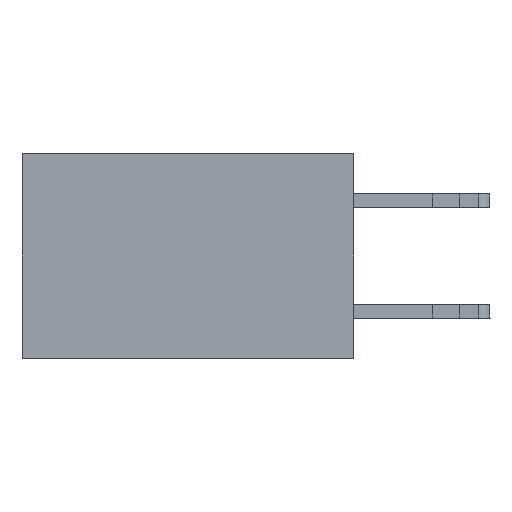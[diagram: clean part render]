
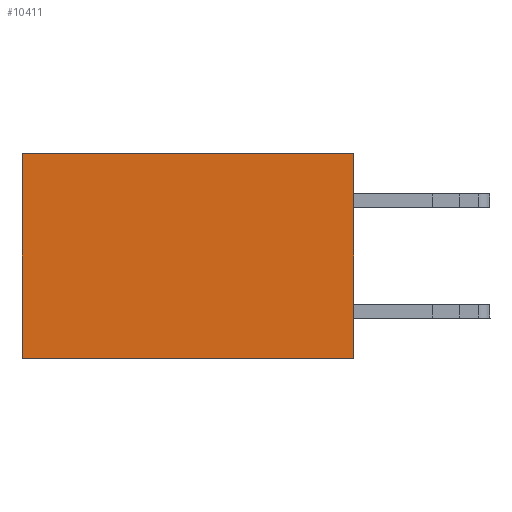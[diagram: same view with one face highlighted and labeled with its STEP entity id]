
A CAD part, left-side view. The second image highlights one B-rep face of the part: STEP entity #10411.
In plain terms, the highlighted planar face has unit normal (-1, 0, 0).
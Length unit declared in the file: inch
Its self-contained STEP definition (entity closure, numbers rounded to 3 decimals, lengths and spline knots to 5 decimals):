
#2711 = LINE ( 'NONE', #12265, #9520 ) ;
#5403 = FACE_OUTER_BOUND ( 'NONE', #7023, .T. ) ;
#5690 = CARTESIAN_POINT ( 'NONE',  ( 0.2875, 0., 0. ) ) ;
#7023 = EDGE_LOOP ( 'NONE', ( #8599, #20168, #15405, #10305 ) ) ;
#7176 = CARTESIAN_POINT ( 'NONE',  ( 0.2875, 0., 0. ) ) ;
#7304 = EDGE_CURVE ( 'NONE', #26740, #12694, #18395, .T. ) ;
#7828 = CARTESIAN_POINT ( 'NONE',  ( 0.2875, 0., 0. ) ) ;
#8237 = DIRECTION ( 'NONE',  ( 0., 1., 0. ) ) ;
#8599 = ORIENTED_EDGE ( 'NONE', *, *, #7304, .T. ) ;
#9212 = CARTESIAN_POINT ( 'NONE',  ( 0.2875, 0.6, -0.37 ) ) ;
#9520 = VECTOR ( 'NONE', #29217, 39.37008 ) ;
#10305 = ORIENTED_EDGE ( 'NONE', *, *, #19162, .T. ) ;
#10411 = ADVANCED_FACE ( 'NONE', ( #5403 ), #30833, .F. ) ;
#10617 = CARTESIAN_POINT ( 'NONE',  ( 0.2875, 0.6, 0. ) ) ;
#10682 = DIRECTION ( 'NONE',  ( 0., 1., 0. ) ) ;
#12257 = EDGE_CURVE ( 'NONE', #28200, #27501, #2711, .T. ) ;
#12265 = CARTESIAN_POINT ( 'NONE',  ( 0.2875, 0., 0. ) ) ;
#12694 = VERTEX_POINT ( 'NONE', #9212 ) ;
#13603 = AXIS2_PLACEMENT_3D ( 'NONE', #7176, #14383, #21720 ) ;
#14188 = LINE ( 'NONE', #7828, #19485 ) ;
#14383 = DIRECTION ( 'NONE',  ( 1., 0., 0. ) ) ;
#14434 = CARTESIAN_POINT ( 'NONE',  ( 0.2875, 0., -0.37 ) ) ;
#15405 = ORIENTED_EDGE ( 'NONE', *, *, #12257, .F. ) ;
#18395 = LINE ( 'NONE', #18998, #18822 ) ;
#18822 = VECTOR ( 'NONE', #23630, 39.37008 ) ;
#18998 = CARTESIAN_POINT ( 'NONE',  ( 0.2875, 0.6, 0. ) ) ;
#19162 = EDGE_CURVE ( 'NONE', #28200, #26740, #14188, .T. ) ;
#19485 = VECTOR ( 'NONE', #8237, 39.37008 ) ;
#20168 = ORIENTED_EDGE ( 'NONE', *, *, #20343, .F. ) ;
#20343 = EDGE_CURVE ( 'NONE', #27501, #12694, #28975, .T. ) ;
#21720 = DIRECTION ( 'NONE',  ( 0., 0., -1. ) ) ;
#23630 = DIRECTION ( 'NONE',  ( 0., 0., -1. ) ) ;
#24315 = CARTESIAN_POINT ( 'NONE',  ( 0.2875, 0., -0.37 ) ) ;
#26740 = VERTEX_POINT ( 'NONE', #10617 ) ;
#27375 = VECTOR ( 'NONE', #10682, 39.37008 ) ;
#27501 = VERTEX_POINT ( 'NONE', #24315 ) ;
#28200 = VERTEX_POINT ( 'NONE', #5690 ) ;
#28975 = LINE ( 'NONE', #14434, #27375 ) ;
#29217 = DIRECTION ( 'NONE',  ( 0., 0., -1. ) ) ;
#30833 = PLANE ( 'NONE',  #13603 ) ;
